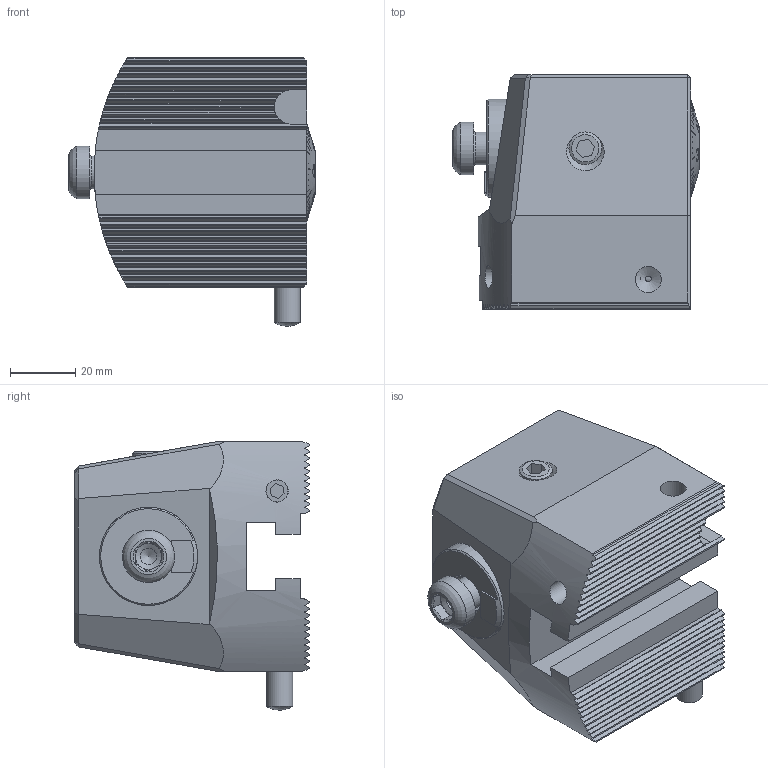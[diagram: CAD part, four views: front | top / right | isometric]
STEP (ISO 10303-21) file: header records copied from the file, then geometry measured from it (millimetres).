
FILE_DESCRIPTION (( 'STEP AP214' ), '1' );
FILE_NAME ('VK1.F0U.001.075.STEP', '2020-08-13T15:14:41', ( '' ), ( '' ), 'SwSTEP 2.0', 'SolidWorks 2017', '' );
FILE_SCHEMA (( 'AUTOMOTIVE_DESIGN' ));
Length unit declared in the file: millimetre
Products named in the file (19): F72-BG2.015.020_B; F72-BG1.014.056; ISO 4026 - M10 x 10; F72-BG1.011.056; A55-BG3.011.033_A_PreviewCfg; VK1.F0U.001.075; VK1-F0U.001.075_C; ISO 8734 - 8 x 20 m6; A55-BG2.011.016_D; F55-ER1.101.016_A; F72-BG2.014.020_B; Klebstoff D10; F55-BG1.012.012_A; WCB-ER2.001.009_A; A55-BG2.013.005_C; A55-BG2.012.006_B; F72-BG1.011.056_D; DIN 3771 - 25x1.5; ISO 4028 - M8 x 35
Assembly tree (18 placements, depth 4):
  VK1.F0U.001.075
    VK1-F0U.001.075_C
    F55-ER1.101.016_A
    ISO 8734 - 8 x 20 m6
    ISO 4028 - M8 x 35
    ISO 4026 - M10 x 10
    A55-BG3.011.033_A_PreviewCfg
    Klebstoff D10
    F72-BG1.014.056
      F72-BG1.011.056
        F72-BG1.011.056_D
        F55-BG1.012.012_A
      A55-BG2.013.005_C
      A55-BG2.012.006_B
      F72-BG2.015.020_B
        A55-BG2.011.016_D
        F72-BG2.014.020_B
      DIN 3771 - 25x1.5
    WCB-ER2.001.009_A
Bounding box: 75.4 x 71.58 x 81.95 mm (x, y, z)
Volume: 249990.4 mm3; surface area: 56314.5 mm2
Topology: 15 solids, 15 shells, 631 faces, 1667 edges, 1084 vertices
Faces by surface type: plane 375, cone 106, cylinder 89, bspline 35, torus 23, sphere 3
Full cylindrical faces by diameter (mm): 3.3 x2, 4 x1, 4.2 x1, 5 x1, 5.25 x1, 5.5 x1, 6.8 x1, 8 x6, 8.5 x2, 9.95 x1, 10 x4, 11.5 x1, 11.6 x1, 11.75 x1, 11.95 x1, 12 x4, 12.4 x1, 13 x1, 14 x2, 14.2 x1, 16 x1, 18 x1, 20 x1, 22 x1, 25 x3, 29.9 x1, 29.98 x1, 30 x3
Entity records: 25796 total; most frequent: CARTESIAN_POINT 7796, ORIENTED_EDGE 3058, DIRECTION 2513, EDGE_CURVE 1529, VERTEX_POINT 1059, AXIS2_PLACEMENT_3D 944, EDGE_LOOP 784, FACE_OUTER_BOUND 699
